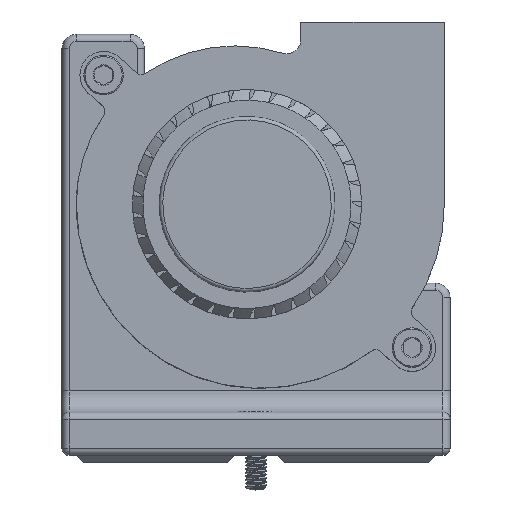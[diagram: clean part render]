
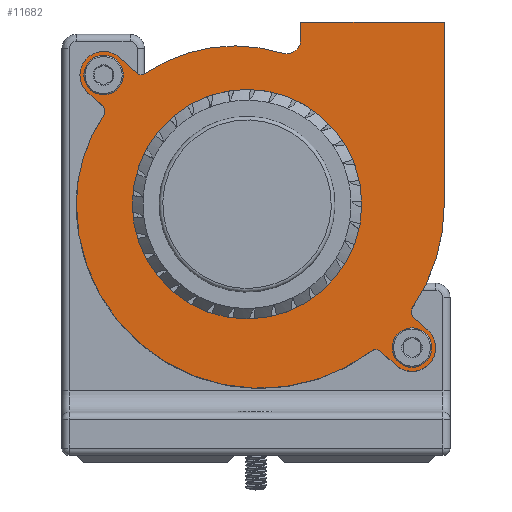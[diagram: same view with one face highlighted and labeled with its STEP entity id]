
A CAD part, top view. The second image highlights one B-rep face of the part: STEP entity #11682.
In plain terms, the highlighted face is planar.
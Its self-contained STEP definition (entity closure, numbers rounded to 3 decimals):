
#265=FACE_BOUND('',#1959,.T.);
#266=FACE_BOUND('',#1960,.T.);
#267=FACE_BOUND('',#1961,.T.);
#384=PLANE('',#12845);
#1258=FACE_OUTER_BOUND('',#1958,.T.);
#1958=EDGE_LOOP('',(#8653,#8654,#8655,#8656,#8657,#8658,#8659,#8660,#8661,
#8662,#8663,#8664,#8665,#8666,#8667,#8668,#8669,#8670));
#1959=EDGE_LOOP('',(#8671));
#1960=EDGE_LOOP('',(#8672));
#1961=EDGE_LOOP('',(#8673));
#2615=LINE('',#18542,#3262);
#2620=LINE('',#18563,#3267);
#2622=LINE('',#18567,#3269);
#2626=LINE('',#18582,#3273);
#2635=LINE('',#18598,#3282);
#2638=LINE('',#18604,#3285);
#2643=LINE('',#18621,#3290);
#3262=VECTOR('',#14924,1000.);
#3267=VECTOR('',#14949,1000.);
#3269=VECTOR('',#14953,1000.);
#3273=VECTOR('',#14971,1000.);
#3282=VECTOR('',#14982,1000.);
#3285=VECTOR('',#14987,1000.);
#3290=VECTOR('',#15006,1000.);
#4093=CIRCLE('',#12785,2.25);
#4095=CIRCLE('',#12788,2.25);
#4097=CIRCLE('',#12791,22.068);
#4099=CIRCLE('',#12794,3.3);
#4101=CIRCLE('',#12797,1.);
#4103=CIRCLE('',#12800,16.);
#4110=CIRCLE('',#12813,3.3);
#4112=CIRCLE('',#12817,25.65);
#4114=CIRCLE('',#12820,22.068);
#4116=CIRCLE('',#12823,1.);
#4118=CIRCLE('',#12828,1.);
#4120=CIRCLE('',#12831,2.);
#4122=CIRCLE('',#12837,25.65);
#4124=CIRCLE('',#12840,1.);
#4750=VERTEX_POINT('',#18457);
#4752=VERTEX_POINT('',#18463);
#4755=VERTEX_POINT('',#18470);
#4756=VERTEX_POINT('',#18472);
#4759=VERTEX_POINT('',#18479);
#4760=VERTEX_POINT('',#18481);
#4763=VERTEX_POINT('',#18488);
#4764=VERTEX_POINT('',#18490);
#4766=VERTEX_POINT('',#18496);
#4779=VERTEX_POINT('',#18533);
#4780=VERTEX_POINT('',#18534);
#4783=VERTEX_POINT('',#18545);
#4785=VERTEX_POINT('',#18551);
#4787=VERTEX_POINT('',#18557);
#4789=VERTEX_POINT('',#18566);
#4791=VERTEX_POINT('',#18575);
#4793=VERTEX_POINT('',#18581);
#4799=VERTEX_POINT('',#18597);
#4801=VERTEX_POINT('',#18603);
#4803=VERTEX_POINT('',#18609);
#4805=VERTEX_POINT('',#18615);
#6136=EDGE_CURVE('',#4750,#4750,#4093,.T.);
#6139=EDGE_CURVE('',#4752,#4752,#4095,.T.);
#6142=EDGE_CURVE('',#4756,#4755,#4097,.T.);
#6146=EDGE_CURVE('',#4760,#4759,#4099,.T.);
#6150=EDGE_CURVE('',#4764,#4763,#4101,.T.);
#6154=EDGE_CURVE('',#4766,#4766,#4103,.T.);
#6171=EDGE_CURVE('',#4779,#4780,#4110,.T.);
#6175=EDGE_CURVE('',#4763,#4779,#2615,.T.);
#6177=EDGE_CURVE('',#4783,#4764,#4112,.T.);
#6180=EDGE_CURVE('',#4785,#4783,#4114,.T.);
#6183=EDGE_CURVE('',#4787,#4785,#4116,.T.);
#6186=EDGE_CURVE('',#4759,#4787,#2620,.T.);
#6188=EDGE_CURVE('',#4789,#4760,#2622,.T.);
#6191=EDGE_CURVE('',#4755,#4789,#4118,.T.);
#6193=EDGE_CURVE('',#4791,#4756,#4120,.T.);
#6196=EDGE_CURVE('',#4793,#4791,#2626,.T.);
#6205=EDGE_CURVE('',#4799,#4793,#2635,.T.);
#6208=EDGE_CURVE('',#4801,#4799,#2638,.T.);
#6211=EDGE_CURVE('',#4803,#4801,#4122,.T.);
#6214=EDGE_CURVE('',#4805,#4803,#4124,.T.);
#6217=EDGE_CURVE('',#4780,#4805,#2643,.T.);
#8653=ORIENTED_EDGE('',*,*,#6171,.T.);
#8654=ORIENTED_EDGE('',*,*,#6217,.T.);
#8655=ORIENTED_EDGE('',*,*,#6214,.T.);
#8656=ORIENTED_EDGE('',*,*,#6211,.T.);
#8657=ORIENTED_EDGE('',*,*,#6208,.T.);
#8658=ORIENTED_EDGE('',*,*,#6205,.T.);
#8659=ORIENTED_EDGE('',*,*,#6196,.T.);
#8660=ORIENTED_EDGE('',*,*,#6193,.T.);
#8661=ORIENTED_EDGE('',*,*,#6142,.T.);
#8662=ORIENTED_EDGE('',*,*,#6191,.T.);
#8663=ORIENTED_EDGE('',*,*,#6188,.T.);
#8664=ORIENTED_EDGE('',*,*,#6146,.T.);
#8665=ORIENTED_EDGE('',*,*,#6186,.T.);
#8666=ORIENTED_EDGE('',*,*,#6183,.T.);
#8667=ORIENTED_EDGE('',*,*,#6180,.T.);
#8668=ORIENTED_EDGE('',*,*,#6177,.T.);
#8669=ORIENTED_EDGE('',*,*,#6150,.T.);
#8670=ORIENTED_EDGE('',*,*,#6175,.T.);
#8671=ORIENTED_EDGE('',*,*,#6154,.F.);
#8672=ORIENTED_EDGE('',*,*,#6136,.F.);
#8673=ORIENTED_EDGE('',*,*,#6139,.F.);
#11682=ADVANCED_FACE('',(#1258,#265,#266,#267),#384,.F.);
#12785=AXIS2_PLACEMENT_3D('',#18459,#14842,#14843);
#12788=AXIS2_PLACEMENT_3D('',#18465,#14849,#14850);
#12791=AXIS2_PLACEMENT_3D('',#18473,#14856,#14857);
#12794=AXIS2_PLACEMENT_3D('',#18482,#14864,#14865);
#12797=AXIS2_PLACEMENT_3D('',#18491,#14872,#14873);
#12800=AXIS2_PLACEMENT_3D('',#18498,#14880,#14881);
#12813=AXIS2_PLACEMENT_3D('',#18535,#14916,#14917);
#12817=AXIS2_PLACEMENT_3D('',#18546,#14928,#14929);
#12820=AXIS2_PLACEMENT_3D('',#18552,#14935,#14936);
#12823=AXIS2_PLACEMENT_3D('',#18558,#14942,#14943);
#12828=AXIS2_PLACEMENT_3D('',#18572,#14958,#14959);
#12831=AXIS2_PLACEMENT_3D('',#18576,#14964,#14965);
#12837=AXIS2_PLACEMENT_3D('',#18610,#14992,#14993);
#12840=AXIS2_PLACEMENT_3D('',#18616,#14999,#15000);
#12845=AXIS2_PLACEMENT_3D('',#18627,#15014,#15015);
#14842=DIRECTION('center_axis',(0.,1.,0.));
#14843=DIRECTION('ref_axis',(0.,0.,1.));
#14849=DIRECTION('center_axis',(0.,1.,0.));
#14850=DIRECTION('ref_axis',(0.,0.,1.));
#14856=DIRECTION('center_axis',(0.,1.,0.));
#14857=DIRECTION('ref_axis',(0.,0.,-1.));
#14864=DIRECTION('center_axis',(0.,1.,0.));
#14865=DIRECTION('ref_axis',(0.,0.,-1.));
#14872=DIRECTION('center_axis',(0.,-1.,0.));
#14873=DIRECTION('ref_axis',(0.,0.,1.));
#14880=DIRECTION('center_axis',(0.,1.,0.));
#14881=DIRECTION('ref_axis',(0.,0.,1.));
#14916=DIRECTION('center_axis',(0.,1.,0.));
#14917=DIRECTION('ref_axis',(0.,0.,-1.));
#14924=DIRECTION('',(-0.749,0.,-0.662));
#14928=DIRECTION('center_axis',(0.,1.,0.));
#14929=DIRECTION('ref_axis',(0.,0.,1.));
#14935=DIRECTION('center_axis',(0.,1.,0.));
#14936=DIRECTION('ref_axis',(0.,0.,-1.));
#14942=DIRECTION('center_axis',(0.,-1.,0.));
#14943=DIRECTION('ref_axis',(0.,0.,-1.));
#14949=DIRECTION('',(-0.749,0.,-0.662));
#14953=DIRECTION('',(0.749,0.,0.662));
#14958=DIRECTION('center_axis',(0.,-1.,0.));
#14959=DIRECTION('ref_axis',(0.,0.,1.));
#14964=DIRECTION('center_axis',(0.,-1.,0.));
#14965=DIRECTION('ref_axis',(0.,0.,1.));
#14971=DIRECTION('',(0.,0.,-1.));
#14982=DIRECTION('',(1.,0.,0.));
#14987=DIRECTION('',(0.,0.,1.));
#14992=DIRECTION('center_axis',(0.,1.,0.));
#14993=DIRECTION('ref_axis',(0.,0.,1.));
#14999=DIRECTION('center_axis',(0.,-1.,0.));
#15000=DIRECTION('ref_axis',(0.,0.,-1.));
#15006=DIRECTION('',(0.749,0.,0.662));
#15014=DIRECTION('center_axis',(0.,-1.,0.));
#15015=DIRECTION('ref_axis',(0.,0.,-1.));
#18457=CARTESIAN_POINT('',(20.,0.,15.75));
#18459=CARTESIAN_POINT('Origin',(20.,0.,18.));
#18463=CARTESIAN_POINT('',(-23.,0.,-22.25));
#18465=CARTESIAN_POINT('Origin',(-23.,0.,-20.));
#18470=CARTESIAN_POINT('',(14.152,0.,18.241));
#18472=CARTESIAN_POINT('',(-4.899,0.,21.048));
#18473=CARTESIAN_POINT('Origin',(1.732,0.,0.));
#18479=CARTESIAN_POINT('',(22.185,0.,15.527));
#18481=CARTESIAN_POINT('',(17.815,0.,20.473));
#18482=CARTESIAN_POINT('Origin',(20.,0.,18.));
#18488=CARTESIAN_POINT('',(-18.599,0.,-20.515));
#18490=CARTESIAN_POINT('',(-17.333,0.,-20.467));
#18491=CARTESIAN_POINT('Origin',(-17.937,0.,-21.264));
#18496=CARTESIAN_POINT('',(0.,0.,-16.));
#18498=CARTESIAN_POINT('Origin',(0.,0.,0.));
#18533=CARTESIAN_POINT('',(-20.815,0.,-22.473));
#18534=CARTESIAN_POINT('',(-25.185,0.,-17.527));
#18535=CARTESIAN_POINT('Origin',(-23.,0.,-20.));
#18542=CARTESIAN_POINT('',(-20.815,0.,-22.473));
#18545=CARTESIAN_POINT('',(23.8,0.,0.));
#18546=CARTESIAN_POINT('Origin',(-1.85,0.,-0.017));
#18551=CARTESIAN_POINT('',(19.979,0.,12.411));
#18552=CARTESIAN_POINT('Origin',(1.732,0.,0.));
#18557=CARTESIAN_POINT('',(20.144,0.,13.723));
#18558=CARTESIAN_POINT('Origin',(20.806,0.,12.974));
#18563=CARTESIAN_POINT('',(22.185,0.,15.527));
#18566=CARTESIAN_POINT('',(15.377,0.,18.318));
#18567=CARTESIAN_POINT('',(17.815,0.,20.473));
#18572=CARTESIAN_POINT('Origin',(14.715,0.,19.068));
#18575=CARTESIAN_POINT('',(-7.5,0.,22.956));
#18576=CARTESIAN_POINT('Origin',(-5.5,0.,22.956));
#18581=CARTESIAN_POINT('',(-7.5,0.,25.4));
#18582=CARTESIAN_POINT('',(-7.5,0.,25.4));
#18597=CARTESIAN_POINT('',(-27.5,0.,25.4));
#18598=CARTESIAN_POINT('',(-27.5,0.,25.4));
#18603=CARTESIAN_POINT('',(-27.5,0.,0.));
#18604=CARTESIAN_POINT('',(-27.5,0.,25.4));
#18609=CARTESIAN_POINT('',(-23.043,0.,-14.466));
#18610=CARTESIAN_POINT('Origin',(-1.85,0.,-0.017));
#18615=CARTESIAN_POINT('',(-23.207,0.,-15.779));
#18616=CARTESIAN_POINT('Origin',(-23.869,0.,-15.03));
#18621=CARTESIAN_POINT('',(-25.185,0.,-17.527));
#18627=CARTESIAN_POINT('Origin',(-23.,0.,-20.));
